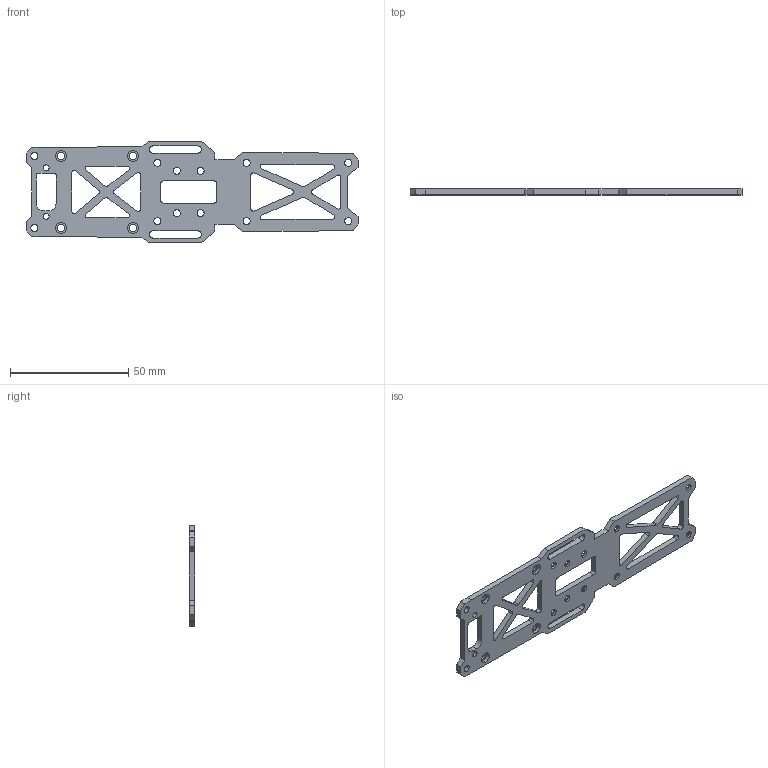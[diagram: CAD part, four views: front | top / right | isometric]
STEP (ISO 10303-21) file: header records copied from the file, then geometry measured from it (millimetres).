
FILE_DESCRIPTION (( 'STEP AP203' ), '1' );
FILE_NAME ('Top Plate.STEP', '2024-10-09T12:41:22', ( '' ), ( '' ), 'SwSTEP 2.0', 'SolidWorks 2023', '' );
FILE_SCHEMA (( 'CONFIG_CONTROL_DESIGN' ));
Length unit declared in the file: millimetre
Products named in the file (1): Top Plate
Bounding box: 140.45 x 2.5 x 42.93 mm (x, y, z)
Volume: 8089.5 mm3; surface area: 9491.6 mm2
Topology: 1 solids, 1 shells, 191 faces, 531 edges, 346 vertices
Faces by surface type: cylinder 91, plane 76, cone 24
Entity records: 6356 total; most frequent: DIRECTION 1121, CARTESIAN_POINT 1069, ORIENTED_EDGE 1062, EDGE_CURVE 531, AXIS2_PLACEMENT_3D 398, VERTEX_POINT 346, LINE 325, VECTOR 325
